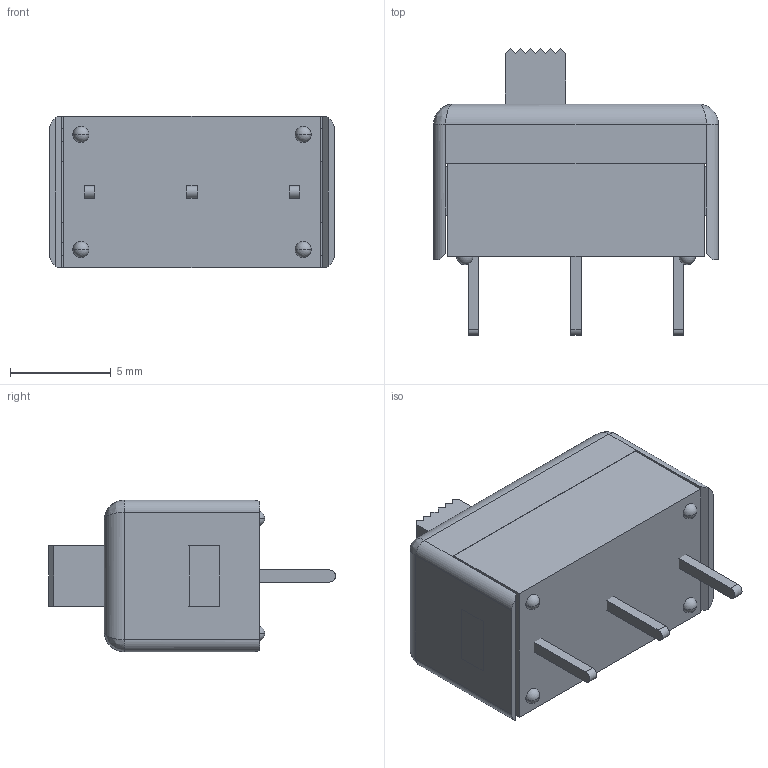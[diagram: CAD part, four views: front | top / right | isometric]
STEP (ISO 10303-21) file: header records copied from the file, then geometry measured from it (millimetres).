
FILE_DESCRIPTION((''),'2;1');
FILE_NAME('25436NALDH','2015-07-03T',('mdamaggio'),(''),'CREO PARAMETRIC BY PTC INC, 2014440','CREO PARAMETRIC BY PTC INC, 2014440','');
FILE_SCHEMA(('CONFIG_CONTROL_DESIGN'));
Length unit declared in the file: millimetre
Products named in the file (1): 25436NALDH
Bounding box: 14.1 x 14.2 x 7.5 mm (x, y, z)
Surface area: 1266.7 mm2 (no closed solid volume)
Topology: 0 solids, 17 shells, 159 faces, 497 edges, 344 vertices
Faces by surface type: plane 132, cylinder 15, sphere 8, bspline 4
Entity records: 5563 total; most frequent: CARTESIAN_POINT 1339, DIRECTION 801, ORIENTED_EDGE 797, EDGE_CURVE 489, VECTOR 439, LINE 439, VERTEX_POINT 344, AXIS2_PLACEMENT_3D 181
